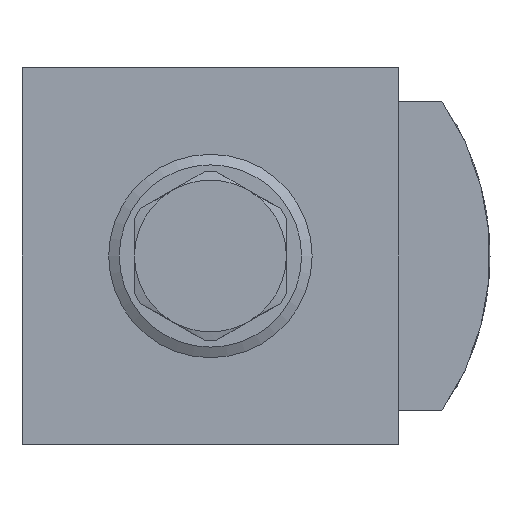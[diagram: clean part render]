
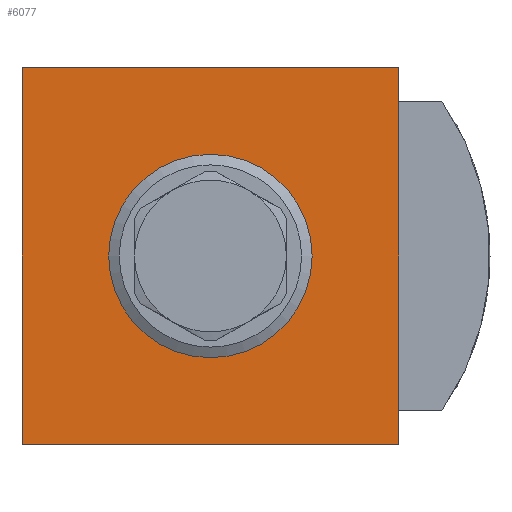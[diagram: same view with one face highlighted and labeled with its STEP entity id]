
A CAD part, front view. The second image highlights one B-rep face of the part: STEP entity #6077.
In plain terms, the highlighted planar face has unit normal (0, -1, 0).
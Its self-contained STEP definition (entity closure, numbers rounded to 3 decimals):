
#148=PLANE('',#6388);
#430=LINE('',#8287,#921);
#480=LINE('',#8429,#971);
#488=LINE('',#8444,#979);
#502=LINE('',#8468,#993);
#921=VECTOR('',#6947,1000.);
#971=VECTOR('',#7047,1000.);
#979=VECTOR('',#7057,1000.);
#993=VECTOR('',#7073,1000.);
#1269=CIRCLE('',#6389,16.732);
#1923=ORIENTED_EDGE('',*,*,#2990,.F.);
#1924=ORIENTED_EDGE('',*,*,#2896,.F.);
#1925=ORIENTED_EDGE('',*,*,#2888,.F.);
#1926=ORIENTED_EDGE('',*,*,#2910,.F.);
#1927=ORIENTED_EDGE('',*,*,#2822,.F.);
#2822=EDGE_CURVE('',#3406,#3407,#430,.T.);
#2888=EDGE_CURVE('',#3455,#3456,#480,.T.);
#2896=EDGE_CURVE('',#3456,#3406,#488,.T.);
#2910=EDGE_CURVE('',#3407,#3455,#502,.T.);
#2990=EDGE_CURVE('',#3520,#3520,#1269,.F.);
#3406=VERTEX_POINT('',#8286);
#3407=VERTEX_POINT('',#8288);
#3455=VERTEX_POINT('',#8428);
#3456=VERTEX_POINT('',#8430);
#3520=VERTEX_POINT('',#8625);
#3813=EDGE_LOOP('',(#1923));
#3814=EDGE_LOOP('',(#1924,#1925,#1926,#1927));
#4098=FACE_BOUND('',#3813,.T.);
#4099=FACE_BOUND('',#3814,.T.);
#6077=ADVANCED_FACE('',(#4098,#4099),#148,.F.);
#6388=AXIS2_PLACEMENT_3D('',#8623,#7223,#7224);
#6389=AXIS2_PLACEMENT_3D('',#8624,#7225,#7226);
#6947=DIRECTION('',(1.,0.,0.));
#7047=DIRECTION('',(-1.,0.,0.));
#7057=DIRECTION('',(0.,0.,1.));
#7073=DIRECTION('',(0.,0.,-1.));
#7223=DIRECTION('',(0.,1.,0.));
#7224=DIRECTION('',(0.,0.,1.));
#7225=DIRECTION('',(0.,1.,0.));
#7226=DIRECTION('',(0.,0.,1.));
#8286=CARTESIAN_POINT('',(-31.,-45.,31.));
#8287=CARTESIAN_POINT('',(-31.,-45.,31.));
#8288=CARTESIAN_POINT('',(31.,-45.,31.));
#8428=CARTESIAN_POINT('',(31.,-45.,-31.));
#8429=CARTESIAN_POINT('',(31.,-45.,-31.));
#8430=CARTESIAN_POINT('',(-31.,-45.,-31.));
#8444=CARTESIAN_POINT('',(-31.,-45.,-31.));
#8468=CARTESIAN_POINT('',(31.,-45.,31.));
#8623=CARTESIAN_POINT('',(0.,-45.,0.));
#8624=CARTESIAN_POINT('',(0.,-45.,0.));
#8625=CARTESIAN_POINT('',(0.,-45.,16.732));
